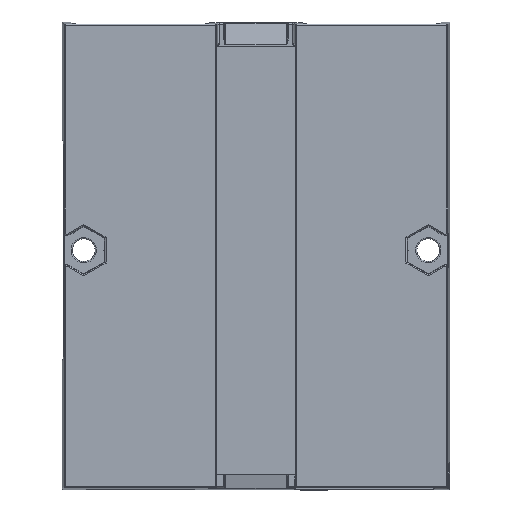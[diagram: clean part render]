
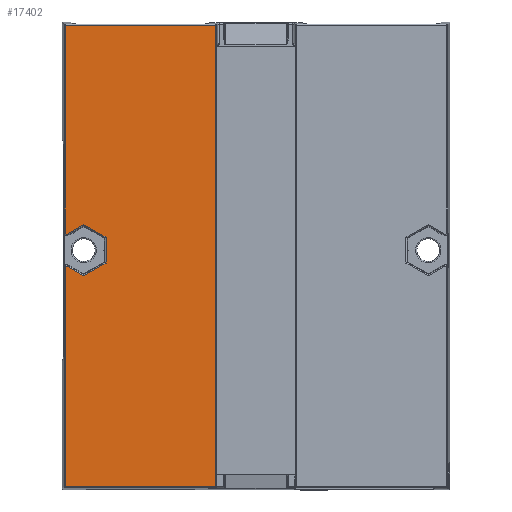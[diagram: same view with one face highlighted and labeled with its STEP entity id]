
A CAD part, front view. The second image highlights one B-rep face of the part: STEP entity #17402.
In plain terms, the highlighted planar face has unit normal (0, -1, 0).
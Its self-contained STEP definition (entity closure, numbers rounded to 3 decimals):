
#80 = CARTESIAN_POINT ( 'NONE',  ( -33.412, 0., -2.923 ) ) ;
#431 = DIRECTION ( 'NONE',  ( -1., 0., 0. ) ) ;
#684 = CARTESIAN_POINT ( 'NONE',  ( -33.412, 0., 2.992 ) ) ;
#697 = EDGE_CURVE ( 'NONE', #43292, #28035, #44729, .T. ) ;
#1712 = FACE_OUTER_BOUND ( 'NONE', #13622, .T. ) ;
#2798 = CARTESIAN_POINT ( 'NONE',  ( -33.412, 0., -41.607 ) ) ;
#3570 = DIRECTION ( 'NONE',  ( -0.866, 0., -0.5 ) ) ;
#4796 = EDGE_CURVE ( 'NONE', #34602, #43520, #24402, .T. ) ;
#4804 = ORIENTED_EDGE ( 'NONE', *, *, #697, .T. ) ;
#5233 = CARTESIAN_POINT ( 'NONE',  ( -33.412, 0., 2.992 ) ) ;
#7710 = ORIENTED_EDGE ( 'NONE', *, *, #11199, .T. ) ;
#8068 = CARTESIAN_POINT ( 'NONE',  ( -26.295, 0., 2.254 ) ) ;
#8295 = CARTESIAN_POINT ( 'NONE',  ( -33.119, 0., 2.823 ) ) ;
#9764 = CARTESIAN_POINT ( 'NONE',  ( 0., 0., 39.412 ) ) ;
#9883 = CARTESIAN_POINT ( 'NONE',  ( -7.088, 0., -41.412 ) ) ;
#11199 = EDGE_CURVE ( 'NONE', #37316, #58926, #54309, .T. ) ;
#11223 = CARTESIAN_POINT ( 'NONE',  ( -30.2, 0., -4.509 ) ) ;
#11412 = CARTESIAN_POINT ( 'NONE',  ( -9.502, 0., 16.459 ) ) ;
#11414 = CARTESIAN_POINT ( 'NONE',  ( -33.119, 0., -2.823 ) ) ;
#11739 = DIRECTION ( 'NONE',  ( 0., 0., -1. ) ) ;
#11767 = VECTOR ( 'NONE', #431, 1000. ) ;
#11941 = CARTESIAN_POINT ( 'NONE',  ( -33.255, 0., 2.789 ) ) ;
#12065 = CARTESIAN_POINT ( 'NONE',  ( -7.088, 0., -41.412 ) ) ;
#12135 = AXIS2_PLACEMENT_3D ( 'NONE', #42379, #28421, #32489 ) ;
#13069 = B_SPLINE_CURVE_WITH_KNOTS ( 'NONE', 3,
 ( #17071, #31018, #40732, #11941, #41969, #8295 ),
 .UNSPECIFIED., .F., .F.,
 ( 4, 2, 4 ),
 ( 0., 0., 0. ),
 .UNSPECIFIED. ) ;
#13622 = EDGE_LOOP ( 'NONE', ( #34230, #20038, #56350, #30401, #60223, #50432, #7710, #16726, #20279, #4804, #51473, #32180 ) ) ;
#13891 = LINE ( 'NONE', #9883, #26788 ) ;
#14545 = VECTOR ( 'NONE', #26069, 1000. ) ;
#14940 = CARTESIAN_POINT ( 'NONE',  ( -33.412, 0., -2.992 ) ) ;
#15380 = CARTESIAN_POINT ( 'NONE',  ( -33.179, 0., -2.789 ) ) ;
#15596 = CARTESIAN_POINT ( 'NONE',  ( -7.088, 0., 39.607 ) ) ;
#15667 = EDGE_CURVE ( 'NONE', #19889, #53208, #13891, .T. ) ;
#15907 = VERTEX_POINT ( 'NONE', #60198 ) ;
#16464 = CARTESIAN_POINT ( 'NONE',  ( -26.295, 0., 0. ) ) ;
#16726 = ORIENTED_EDGE ( 'NONE', *, *, #49736, .T. ) ;
#17071 = CARTESIAN_POINT ( 'NONE',  ( -33.412, 0., 2.992 ) ) ;
#17402 = ADVANCED_FACE ( 'NONE', ( #1712 ), #17684, .T. ) ;
#17684 = PLANE ( 'NONE',  #12135 ) ;
#17861 = LINE ( 'NONE', #56813, #20996 ) ;
#19706 = DIRECTION ( 'NONE',  ( 1., 0., 0. ) ) ;
#19731 = DIRECTION ( 'NONE',  ( 0., 0., -1. ) ) ;
#19889 = VERTEX_POINT ( 'NONE', #43235 ) ;
#20038 = ORIENTED_EDGE ( 'NONE', *, *, #46862, .T. ) ;
#20279 = ORIENTED_EDGE ( 'NONE', *, *, #61200, .T. ) ;
#20280 = CARTESIAN_POINT ( 'NONE',  ( -33.374, 0., -2.857 ) ) ;
#20478 = DIRECTION ( 'NONE',  ( 0., 0., 1. ) ) ;
#20996 = VECTOR ( 'NONE', #47069, 1000. ) ;
#24202 = VECTOR ( 'NONE', #31691, 1000. ) ;
#24402 = LINE ( 'NONE', #11412, #14545 ) ;
#25527 = EDGE_CURVE ( 'NONE', #28035, #19889, #62139, .T. ) ;
#26069 = DIRECTION ( 'NONE',  ( 0.866, 0., 0.5 ) ) ;
#26274 = CARTESIAN_POINT ( 'NONE',  ( -30.2, 0., 4.509 ) ) ;
#26498 = CARTESIAN_POINT ( 'NONE',  ( -26.295, 0., -2.254 ) ) ;
#26788 = VECTOR ( 'NONE', #19706, 1000. ) ;
#28035 = VERTEX_POINT ( 'NONE', #54280 ) ;
#28421 = DIRECTION ( 'NONE',  ( 0., -1., 0. ) ) ;
#30401 = ORIENTED_EDGE ( 'NONE', *, *, #56185, .T. ) ;
#31018 = CARTESIAN_POINT ( 'NONE',  ( -33.412, 0., 2.923 ) ) ;
#31264 = CARTESIAN_POINT ( 'NONE',  ( -5.598, 0., -9.695 ) ) ;
#31691 = DIRECTION ( 'NONE',  ( 0.866, 0., -0.5 ) ) ;
#32180 = ORIENTED_EDGE ( 'NONE', *, *, #15667, .T. ) ;
#32211 = CARTESIAN_POINT ( 'NONE',  ( -5.598, 0., 9.695 ) ) ;
#32241 = EDGE_CURVE ( 'NONE', #53208, #15907, #56884, .T. ) ;
#32489 = DIRECTION ( 'NONE',  ( 0., 0., -1. ) ) ;
#34009 = CARTESIAN_POINT ( 'NONE',  ( -33.255, 0., -2.789 ) ) ;
#34230 = ORIENTED_EDGE ( 'NONE', *, *, #32241, .T. ) ;
#34602 = VERTEX_POINT ( 'NONE', #60122 ) ;
#37267 = VECTOR ( 'NONE', #20478, 1000. ) ;
#37316 = VERTEX_POINT ( 'NONE', #8068 ) ;
#38323 = LINE ( 'NONE', #9764, #11767 ) ;
#39461 = CARTESIAN_POINT ( 'NONE',  ( -33.119, 0., -2.823 ) ) ;
#40732 = CARTESIAN_POINT ( 'NONE',  ( -33.374, 0., 2.857 ) ) ;
#41298 = EDGE_CURVE ( 'NONE', #47501, #61405, #57821, .T. ) ;
#41969 = CARTESIAN_POINT ( 'NONE',  ( -33.179, 0., 2.789 ) ) ;
#42379 = CARTESIAN_POINT ( 'NONE',  ( 0., 0., 0. ) ) ;
#43235 = CARTESIAN_POINT ( 'NONE',  ( -33.412, 0., -41.412 ) ) ;
#43292 = VERTEX_POINT ( 'NONE', #11414 ) ;
#43520 = VERTEX_POINT ( 'NONE', #26274 ) ;
#44729 = B_SPLINE_CURVE_WITH_KNOTS ( 'NONE', 3,
 ( #39461, #15380, #34009, #20280, #80, #14940 ),
 .UNSPECIFIED., .F., .F.,
 ( 4, 2, 4 ),
 ( 0., 0., 0. ),
 .UNSPECIFIED. ) ;
#44951 = VECTOR ( 'NONE', #19731, 1000. ) ;
#46862 = EDGE_CURVE ( 'NONE', #15907, #47501, #38323, .T. ) ;
#47069 = DIRECTION ( 'NONE',  ( -0.866, 0., 0.5 ) ) ;
#47481 = VECTOR ( 'NONE', #50277, 1000. ) ;
#47501 = VERTEX_POINT ( 'NONE', #54772 ) ;
#48550 = VECTOR ( 'NONE', #11739, 1000. ) ;
#49275 = EDGE_CURVE ( 'NONE', #43520, #37316, #56705, .T. ) ;
#49736 = EDGE_CURVE ( 'NONE', #58926, #58847, #55132, .T. ) ;
#50277 = DIRECTION ( 'NONE',  ( 0., 0., -1. ) ) ;
#50432 = ORIENTED_EDGE ( 'NONE', *, *, #49275, .T. ) ;
#51473 = ORIENTED_EDGE ( 'NONE', *, *, #25527, .T. ) ;
#53208 = VERTEX_POINT ( 'NONE', #12065 ) ;
#54280 = CARTESIAN_POINT ( 'NONE',  ( -33.412, 0., -2.992 ) ) ;
#54309 = LINE ( 'NONE', #16464, #47481 ) ;
#54772 = CARTESIAN_POINT ( 'NONE',  ( -33.412, 0., 39.412 ) ) ;
#55132 = LINE ( 'NONE', #32211, #56642 ) ;
#56185 = EDGE_CURVE ( 'NONE', #61405, #34602, #13069, .T. ) ;
#56350 = ORIENTED_EDGE ( 'NONE', *, *, #41298, .T. ) ;
#56642 = VECTOR ( 'NONE', #3570, 1000. ) ;
#56705 = LINE ( 'NONE', #31264, #24202 ) ;
#56813 = CARTESIAN_POINT ( 'NONE',  ( -9.502, 0., -16.459 ) ) ;
#56884 = LINE ( 'NONE', #15596, #37267 ) ;
#57821 = LINE ( 'NONE', #5233, #44951 ) ;
#58847 = VERTEX_POINT ( 'NONE', #11223 ) ;
#58926 = VERTEX_POINT ( 'NONE', #26498 ) ;
#60122 = CARTESIAN_POINT ( 'NONE',  ( -33.119, 0., 2.823 ) ) ;
#60198 = CARTESIAN_POINT ( 'NONE',  ( -7.088, 0., 39.412 ) ) ;
#60223 = ORIENTED_EDGE ( 'NONE', *, *, #4796, .T. ) ;
#61200 = EDGE_CURVE ( 'NONE', #58847, #43292, #17861, .T. ) ;
#61405 = VERTEX_POINT ( 'NONE', #684 ) ;
#62139 = LINE ( 'NONE', #2798, #48550 ) ;
